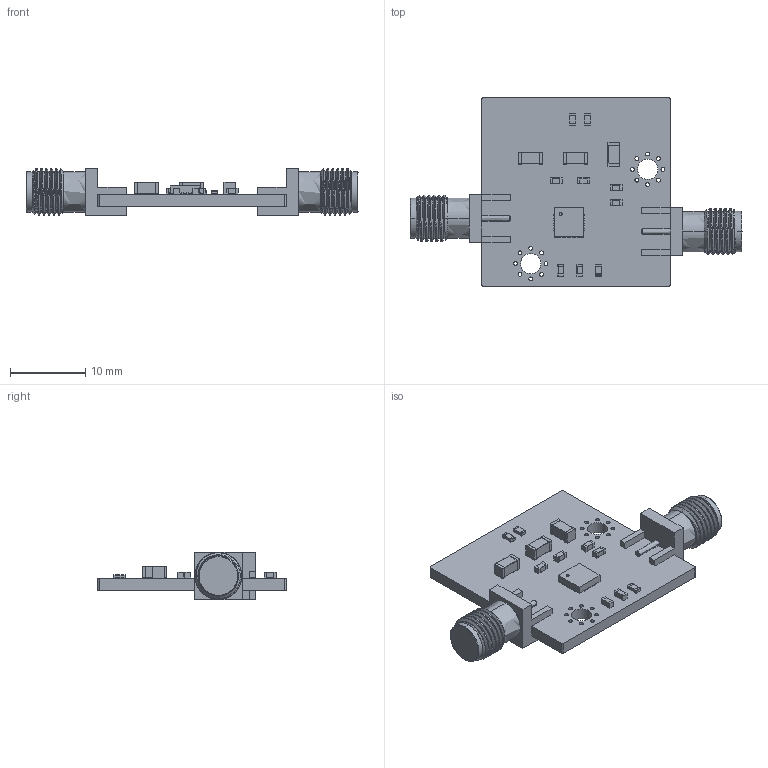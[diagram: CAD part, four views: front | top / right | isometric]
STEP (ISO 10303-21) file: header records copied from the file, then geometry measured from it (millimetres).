
FILE_DESCRIPTION(('KiCad electronic assembly'),'2;1');
FILE_NAME('2-4GHzPA.step','2019-02-18T20:21:27',('An Author'),( 'A Company'),'Open CASCADE STEP processor 6.9', 'KiCad to STEP converter','Unknown');
FILE_SCHEMA(('AUTOMOTIVE_DESIGN { 1 0 10303 214 1 1 1 1 }'));
Length unit declared in the file: millimetre
Products named in the file (70): Open CASCADE STEP translator 6.9 1; 132323_3d_model_file; FACE; QFN-16-1EP_4x4mm_Pitch0.65mm; SOLID; C_0603_1608Metric; C_1206_3216Metric; R_0603_1608Metric; COMPOUND
Assembly tree (79 placements, depth 3):
  Open CASCADE STEP translator 6.9 1
    132323_3d_model_file  x2
      FACE
      FACE
      FACE
      FACE
      FACE
      FACE
      FACE
      FACE
      FACE
      FACE
      FACE
      FACE
      FACE
      FACE
      FACE
      FACE
      FACE
      FACE
      FACE
      FACE
      FACE
      FACE
      FACE
      FACE
      FACE
      FACE
      FACE
      FACE
      FACE
      FACE
      FACE
      FACE
      FACE
      FACE
      FACE
      FACE
      FACE
      FACE
      FACE
      FACE
      FACE
      FACE
      FACE
      FACE
      FACE
      FACE
      FACE
      FACE
      FACE
      FACE
      FACE
      FACE
      FACE
      FACE
      FACE
      FACE
      FACE
      FACE
Bounding box: 44.04 x 25 x 6.35 mm (x, y, z)
Volume: 1020.9 mm3; surface area: 2401.2 mm2
Topology: 14 solids, 132 shells, 596 faces, 1893 edges, 1462 vertices
Faces by surface type: plane 307, cylinder 171, bspline 118
Full cylindrical faces by diameter (mm): 0.216 x16, 0.4 x1, 0.5 x16, 2.7 x2
Entity records: 31139 total; most frequent: CARTESIAN_POINT 12138, DIRECTION 2901, LINE 1888, VECTOR 1888, ORIENTED_EDGE 1588, PCURVE 1588, DEFINITIONAL_REPRESENTATION 1588, EDGE_CURVE 947
